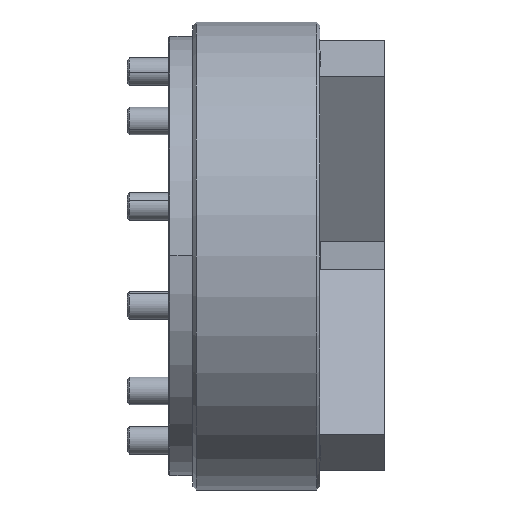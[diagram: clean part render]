
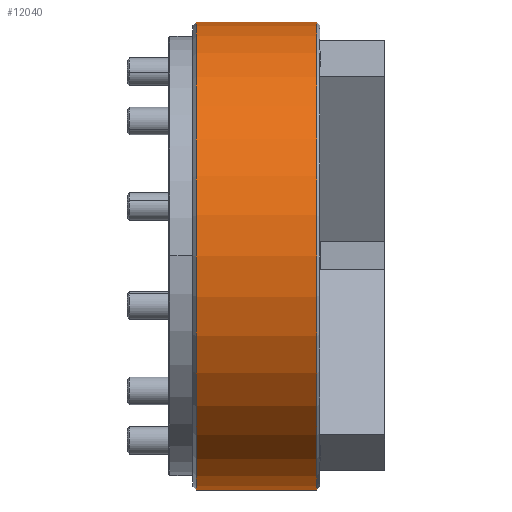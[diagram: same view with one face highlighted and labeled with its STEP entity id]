
A CAD part, front view. The second image highlights one B-rep face of the part: STEP entity #12040.
In plain terms, the highlighted cylindrical face has radius 202.5 mm (diameter 405 mm), a partial arc.
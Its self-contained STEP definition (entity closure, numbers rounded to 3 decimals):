
#148 = EDGE_CURVE ( 'NONE', #1428, #37914, #34332, .T. ) ;
#732 = CIRCLE ( 'NONE', #24510, 202.5 ) ;
#1077 = EDGE_CURVE ( 'NONE', #37914, #29430, #38353, .T. ) ;
#1428 = VERTEX_POINT ( 'NONE', #14499 ) ;
#1940 = CARTESIAN_POINT ( 'NONE',  ( 3., 0., 0. ) ) ;
#1944 = DIRECTION ( 'NONE',  ( 1., 0., 0. ) ) ;
#1992 = DIRECTION ( 'NONE',  ( 0., 0., 1. ) ) ;
#2148 = DIRECTION ( 'NONE',  ( 1., 0., 0. ) ) ;
#4604 = VERTEX_POINT ( 'NONE', #11533 ) ;
#6447 = DIRECTION ( 'NONE',  ( 1., 0., 0. ) ) ;
#7914 = VECTOR ( 'NONE', #6447, 1000. ) ;
#7949 = CARTESIAN_POINT ( 'NONE',  ( 181.49, 0., 0. ) ) ;
#8319 = ORIENTED_EDGE ( 'NONE', *, *, #1077, .T. ) ;
#10153 = EDGE_LOOP ( 'NONE', ( #13847, #14332, #8319, #21777 ) ) ;
#10618 = CARTESIAN_POINT ( 'NONE',  ( 3., 0., -202.5 ) ) ;
#11235 = AXIS2_PLACEMENT_3D ( 'NONE', #7949, #22713, #37471 ) ;
#11533 = CARTESIAN_POINT ( 'NONE',  ( 107., 0., 202.5 ) ) ;
#12040 = ADVANCED_FACE ( 'NONE', ( #35593 ), #19923, .T. ) ;
#13847 = ORIENTED_EDGE ( 'NONE', *, *, #24388, .F. ) ;
#14332 = ORIENTED_EDGE ( 'NONE', *, *, #148, .T. ) ;
#14499 = CARTESIAN_POINT ( 'NONE',  ( 3., 0., 202.5 ) ) ;
#15358 = LINE ( 'NONE', #37685, #37915 ) ;
#16505 = CARTESIAN_POINT ( 'NONE',  ( 107., 0., 0. ) ) ;
#16523 = CARTESIAN_POINT ( 'NONE',  ( 181.49, 0., -202.5 ) ) ;
#19498 = DIRECTION ( 'NONE',  ( 0., 0., -1. ) ) ;
#19923 = CYLINDRICAL_SURFACE ( 'NONE', #11235, 202.5 ) ;
#20194 = AXIS2_PLACEMENT_3D ( 'NONE', #1940, #1944, #1992 ) ;
#21777 = ORIENTED_EDGE ( 'NONE', *, *, #31968, .T. ) ;
#22713 = DIRECTION ( 'NONE',  ( 1., 0., 0. ) ) ;
#24388 = EDGE_CURVE ( 'NONE', #1428, #4604, #15358, .T. ) ;
#24510 = AXIS2_PLACEMENT_3D ( 'NONE', #16505, #37087, #19498 ) ;
#29430 = VERTEX_POINT ( 'NONE', #29511 ) ;
#29511 = CARTESIAN_POINT ( 'NONE',  ( 107., 0., -202.5 ) ) ;
#31968 = EDGE_CURVE ( 'NONE', #29430, #4604, #732, .T. ) ;
#34332 = CIRCLE ( 'NONE', #20194, 202.5 ) ;
#35593 = FACE_OUTER_BOUND ( 'NONE', #10153, .T. ) ;
#37087 = DIRECTION ( 'NONE',  ( -1., 0., 0. ) ) ;
#37471 = DIRECTION ( 'NONE',  ( 0., 0., -1. ) ) ;
#37685 = CARTESIAN_POINT ( 'NONE',  ( 181.49, 0., 202.5 ) ) ;
#37914 = VERTEX_POINT ( 'NONE', #10618 ) ;
#37915 = VECTOR ( 'NONE', #2148, 1000. ) ;
#38353 = LINE ( 'NONE', #16523, #7914 ) ;
